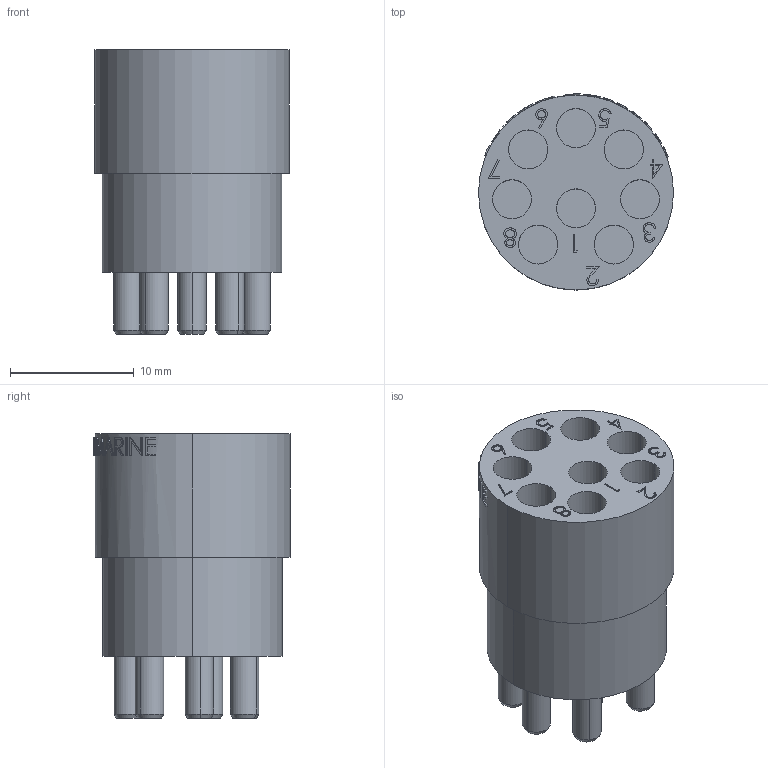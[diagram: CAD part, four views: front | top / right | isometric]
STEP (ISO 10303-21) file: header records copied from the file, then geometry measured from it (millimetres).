
FILE_DESCRIPTION (( 'STEP AP214' ), '1' );
FILE_NAME ('BM-A-8-F_8pin_female_connector.STEP', '2021-12-07T20:45:40', ( '' ), ( '' ), 'SwSTEP 2.0', 'SolidWorks 2018', '' );
FILE_SCHEMA (( 'AUTOMOTIVE_DESIGN' ));
Length unit declared in the file: metre
Products named in the file (1): BM-A-8-F_8pin_female_connector
Bounding box: 15.75 x 15.85 x 23 mm (x, y, z)
Volume: 2939.9 mm3; surface area: 2250.2 mm2
Topology: 1 solids, 1 shells, 416 faces, 1057 edges, 686 vertices
Faces by surface type: plane 167, bspline 143, cylinder 74, cone 32
Entity records: 24982 total; most frequent: CARTESIAN_POINT 11506, ORIENTED_EDGE 2082, DIRECTION 1413, EDGE_CURVE 1041, VERTEX_POINT 686, AXIS2_PLACEMENT_3D 508, EDGE_LOOP 475, FACE_OUTER_BOUND 416
